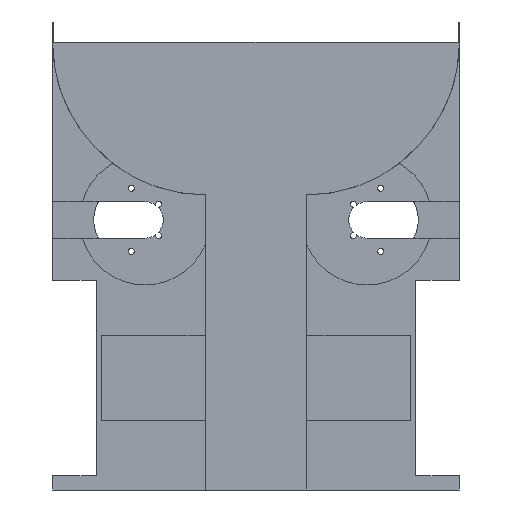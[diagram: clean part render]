
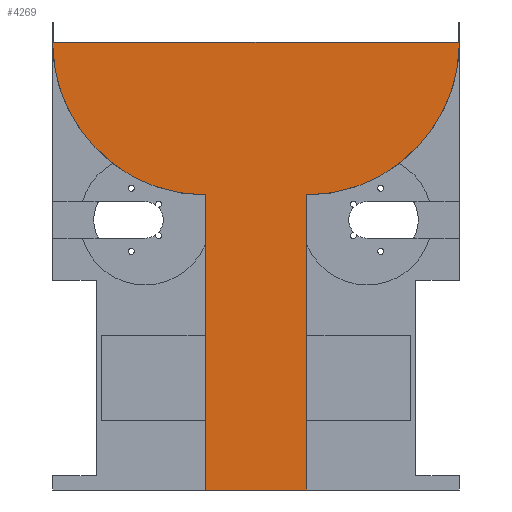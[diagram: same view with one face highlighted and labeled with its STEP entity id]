
A CAD part, front view. The second image highlights one B-rep face of the part: STEP entity #4269.
In plain terms, the highlighted planar face has unit normal (0, -1, 0).
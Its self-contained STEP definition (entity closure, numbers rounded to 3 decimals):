
#10 = DIRECTION ( 'NONE',  ( 0., 0., 1. ) ) ;
#157 = DIRECTION ( 'NONE',  ( 0., 0., -1. ) ) ;
#304 = ORIENTED_EDGE ( 'NONE', *, *, #2850, .F. ) ;
#604 = LINE ( 'NONE', #1567, #2418 ) ;
#656 = CARTESIAN_POINT ( 'NONE',  ( 125., 0., -220. ) ) ;
#663 = FACE_OUTER_BOUND ( 'NONE', #3351, .T. ) ;
#695 = VERTEX_POINT ( 'NONE', #1224 ) ;
#751 = AXIS2_PLACEMENT_3D ( 'NONE', #4131, #2498, #3840 ) ;
#824 = CARTESIAN_POINT ( 'NONE',  ( 75., 0., -75. ) ) ;
#837 = CARTESIAN_POINT ( 'NONE',  ( 75., 0., 0. ) ) ;
#843 = ORIENTED_EDGE ( 'NONE', *, *, #1956, .T. ) ;
#953 = CARTESIAN_POINT ( 'NONE',  ( 0., 0., 0. ) ) ;
#1084 = EDGE_CURVE ( 'NONE', #3277, #3315, #1186, .T. ) ;
#1120 = VECTOR ( 'NONE', #157, 1000. ) ;
#1186 = LINE ( 'NONE', #837, #1120 ) ;
#1224 = CARTESIAN_POINT ( 'NONE',  ( 125., 0., -75. ) ) ;
#1262 = DIRECTION ( 'NONE',  ( 1., 0., 0. ) ) ;
#1403 = CARTESIAN_POINT ( 'NONE',  ( 0., 0., -220. ) ) ;
#1567 = CARTESIAN_POINT ( 'NONE',  ( 0., 0., 0. ) ) ;
#1656 = PLANE ( 'NONE',  #2085 ) ;
#1709 = EDGE_CURVE ( 'NONE', #3540, #3277, #2124, .T. ) ;
#1956 = EDGE_CURVE ( 'NONE', #3462, #695, #3835, .T. ) ;
#1989 = DIRECTION ( 'NONE',  ( 0., 1., 0. ) ) ;
#2056 = DIRECTION ( 'NONE',  ( 1., 0., 0. ) ) ;
#2057 = CARTESIAN_POINT ( 'NONE',  ( 0., 0., 0. ) ) ;
#2085 = AXIS2_PLACEMENT_3D ( 'NONE', #953, #1989, #10 ) ;
#2124 = CIRCLE ( 'NONE', #4040, 75. ) ;
#2164 = EDGE_CURVE ( 'NONE', #3315, #3462, #2723, .T. ) ;
#2314 = DIRECTION ( 'NONE',  ( 0., -1., 0. ) ) ;
#2418 = VECTOR ( 'NONE', #1262, 1000. ) ;
#2498 = DIRECTION ( 'NONE',  ( 0., 1., 0. ) ) ;
#2566 = EDGE_CURVE ( 'NONE', #3540, #3742, #604, .T. ) ;
#2632 = CARTESIAN_POINT ( 'NONE',  ( 75., 0., 0. ) ) ;
#2684 = ORIENTED_EDGE ( 'NONE', *, *, #2164, .T. ) ;
#2704 = ORIENTED_EDGE ( 'NONE', *, *, #1084, .T. ) ;
#2707 = DIRECTION ( 'NONE',  ( 0., 0., 1. ) ) ;
#2723 = LINE ( 'NONE', #1403, #3255 ) ;
#2850 = EDGE_CURVE ( 'NONE', #3742, #695, #3382, .T. ) ;
#2852 = CARTESIAN_POINT ( 'NONE',  ( 125., 0., 0. ) ) ;
#2870 = DIRECTION ( 'NONE',  ( 0., 0., 1. ) ) ;
#3255 = VECTOR ( 'NONE', #2056, 1000. ) ;
#3277 = VERTEX_POINT ( 'NONE', #824 ) ;
#3315 = VERTEX_POINT ( 'NONE', #4151 ) ;
#3351 = EDGE_LOOP ( 'NONE', ( #304, #4161, #3387, #2704, #2684, #843 ) ) ;
#3382 = CIRCLE ( 'NONE', #751, 75. ) ;
#3387 = ORIENTED_EDGE ( 'NONE', *, *, #1709, .T. ) ;
#3462 = VERTEX_POINT ( 'NONE', #656 ) ;
#3540 = VERTEX_POINT ( 'NONE', #2057 ) ;
#3742 = VERTEX_POINT ( 'NONE', #3813 ) ;
#3813 = CARTESIAN_POINT ( 'NONE',  ( 200., 0., 0. ) ) ;
#3835 = LINE ( 'NONE', #2852, #3961 ) ;
#3840 = DIRECTION ( 'NONE',  ( 0., 0., 1. ) ) ;
#3961 = VECTOR ( 'NONE', #2870, 1000. ) ;
#4040 = AXIS2_PLACEMENT_3D ( 'NONE', #2632, #2314, #2707 ) ;
#4131 = CARTESIAN_POINT ( 'NONE',  ( 125., 0., 0. ) ) ;
#4151 = CARTESIAN_POINT ( 'NONE',  ( 75., 0., -220. ) ) ;
#4161 = ORIENTED_EDGE ( 'NONE', *, *, #2566, .F. ) ;
#4269 = ADVANCED_FACE ( 'NONE', ( #663 ), #1656, .F. ) ;
